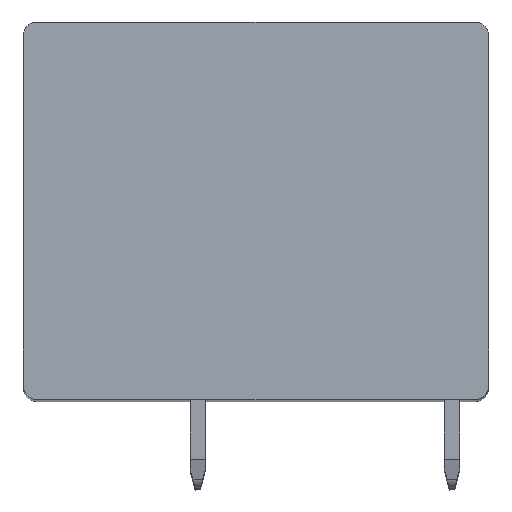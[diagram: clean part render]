
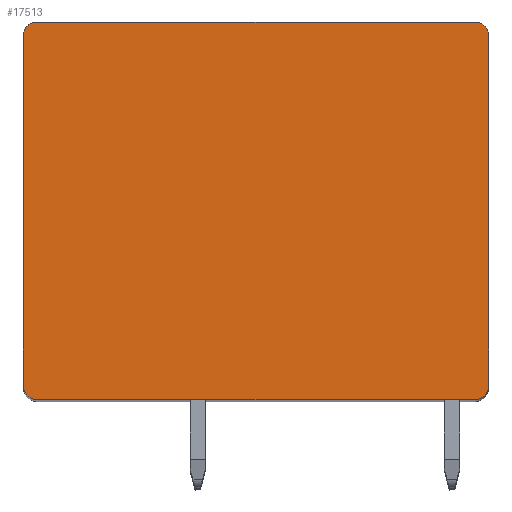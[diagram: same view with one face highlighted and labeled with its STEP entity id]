
A CAD part, top view. The second image highlights one B-rep face of the part: STEP entity #17513.
In plain terms, the highlighted planar face has unit normal (0, 0, 1).
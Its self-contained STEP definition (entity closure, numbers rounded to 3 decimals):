
#6652=CARTESIAN_POINT('',(-11.375,9.1,5.55));
#6653=DIRECTION('',(0.,0.,1.));
#6654=DIRECTION('',(0.,1.,0.));
#6655=AXIS2_PLACEMENT_3D('',#6652,#6653,#6654);
#6657=DIRECTION('',(-1.,0.,0.));
#6658=VECTOR('',#6657,22.75);
#6659=CARTESIAN_POINT('',(11.375,9.8,5.55));
#6660=LINE('',#6659,#6658);
#6661=CARTESIAN_POINT('',(11.375,9.1,5.55));
#6662=DIRECTION('',(0.,0.,1.));
#6663=DIRECTION('',(1.,0.,0.));
#6664=AXIS2_PLACEMENT_3D('',#6661,#6662,#6663);
#6666=DIRECTION('',(0.,1.,0.));
#6667=VECTOR('',#6666,18.2);
#6668=CARTESIAN_POINT('',(12.075,-9.1,5.55));
#6669=LINE('',#6668,#6667);
#6670=CARTESIAN_POINT('',(11.375,-9.1,5.55));
#6671=DIRECTION('',(0.,0.,1.));
#6672=DIRECTION('',(0.,-1.,0.));
#6673=AXIS2_PLACEMENT_3D('',#6670,#6671,#6672);
#6675=DIRECTION('',(1.,0.,0.));
#6676=VECTOR('',#6675,22.75);
#6677=CARTESIAN_POINT('',(-11.375,-9.8,5.55));
#6678=LINE('',#6677,#6676);
#6679=CARTESIAN_POINT('',(-11.375,-9.1,5.55));
#6680=DIRECTION('',(0.,0.,1.));
#6681=DIRECTION('',(-1.,0.,0.));
#6682=AXIS2_PLACEMENT_3D('',#6679,#6680,#6681);
#6684=DIRECTION('',(0.,-1.,0.));
#6685=VECTOR('',#6684,18.2);
#6686=CARTESIAN_POINT('',(-12.075,9.1,5.55));
#6687=LINE('',#6686,#6685);
#7823=CARTESIAN_POINT('',(-11.375,9.8,5.55));
#7824=CARTESIAN_POINT('',(-12.075,9.1,5.55));
#7825=VERTEX_POINT('',#7823);
#7826=VERTEX_POINT('',#7824);
#7831=CARTESIAN_POINT('',(12.075,9.1,5.55));
#7832=VERTEX_POINT('',#7831);
#7833=CARTESIAN_POINT('',(11.375,9.8,5.55));
#7834=VERTEX_POINT('',#7833);
#7839=CARTESIAN_POINT('',(11.375,-9.8,5.55));
#7840=VERTEX_POINT('',#7839);
#7841=CARTESIAN_POINT('',(12.075,-9.1,5.55));
#7842=VERTEX_POINT('',#7841);
#7847=CARTESIAN_POINT('',(-12.075,-9.1,5.55));
#7848=VERTEX_POINT('',#7847);
#7849=CARTESIAN_POINT('',(-11.375,-9.8,5.55));
#7850=VERTEX_POINT('',#7849);
#17498=CARTESIAN_POINT('',(0.,0.,5.55));
#17499=DIRECTION('',(0.,0.,1.));
#17500=DIRECTION('',(1.,0.,0.));
#17501=AXIS2_PLACEMENT_3D('',#17498,#17499,#17500);
#17502=PLANE('',#17501);
#17503=ORIENTED_EDGE('',*,*,#9666,.F.);
#17504=ORIENTED_EDGE('',*,*,#9728,.F.);
#17505=ORIENTED_EDGE('',*,*,#10013,.F.);
#17506=ORIENTED_EDGE('',*,*,#10028,.F.);
#17507=ORIENTED_EDGE('',*,*,#10041,.F.);
#17508=ORIENTED_EDGE('',*,*,#10056,.F.);
#17509=ORIENTED_EDGE('',*,*,#12405,.F.);
#17510=ORIENTED_EDGE('',*,*,#12417,.F.);
#17511=EDGE_LOOP('',(#17503,#17504,#17505,#17506,#17507,#17508,#17509,#17510));
#17512=FACE_OUTER_BOUND('',#17511,.F.);
#6656=CIRCLE('',#6655,0.7);
#6665=CIRCLE('',#6664,0.7);
#6674=CIRCLE('',#6673,0.7);
#6683=CIRCLE('',#6682,0.7);
#9666=EDGE_CURVE('',#7825,#7826,#6656,.T.);
#9728=EDGE_CURVE('',#7834,#7825,#6660,.T.);
#10013=EDGE_CURVE('',#7832,#7834,#6665,.T.);
#10028=EDGE_CURVE('',#7842,#7832,#6669,.T.);
#10041=EDGE_CURVE('',#7840,#7842,#6674,.T.);
#10056=EDGE_CURVE('',#7850,#7840,#6678,.T.);
#12405=EDGE_CURVE('',#7848,#7850,#6683,.T.);
#12417=EDGE_CURVE('',#7826,#7848,#6687,.T.);
#17513=ADVANCED_FACE('',(#17512),#17502,.T.);
